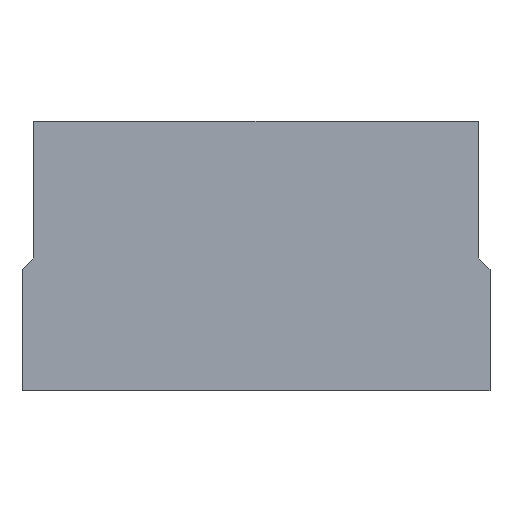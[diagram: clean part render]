
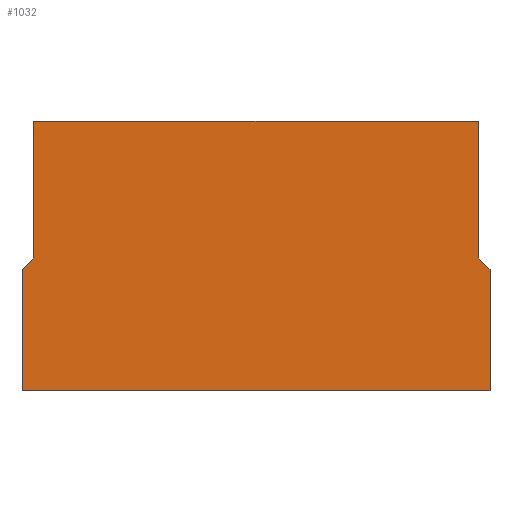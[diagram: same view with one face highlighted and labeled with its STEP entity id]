
A CAD part, top view. The second image highlights one B-rep face of the part: STEP entity #1032.
In plain terms, the highlighted planar face has unit normal (0, 0, 1).
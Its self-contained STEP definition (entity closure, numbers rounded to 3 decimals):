
#108=FACE_OUTER_BOUND('',#168,.T.);
#168=EDGE_LOOP('',(#929,#930,#931,#932,#933,#934,#935,#936));
#196=LINE('',#1487,#318);
#204=LINE('',#1509,#326);
#213=LINE('',#1529,#335);
#274=LINE('',#1658,#396);
#278=LINE('',#1665,#400);
#283=LINE('',#1675,#405);
#287=LINE('',#1682,#409);
#290=LINE('',#1687,#412);
#318=VECTOR('',#1212,10.);
#326=VECTOR('',#1232,10.);
#335=VECTOR('',#1247,10.);
#396=VECTOR('',#1364,10.);
#400=VECTOR('',#1370,10.);
#405=VECTOR('',#1381,10.);
#409=VECTOR('',#1387,10.);
#412=VECTOR('',#1394,10.);
#441=VERTEX_POINT('',#1484);
#442=VERTEX_POINT('',#1486);
#447=VERTEX_POINT('',#1502);
#450=VERTEX_POINT('',#1507);
#498=VERTEX_POINT('',#1657);
#500=VERTEX_POINT('',#1664);
#502=VERTEX_POINT('',#1674);
#504=VERTEX_POINT('',#1681);
#547=EDGE_CURVE('',#441,#442,#196,.T.);
#558=EDGE_CURVE('',#450,#447,#204,.T.);
#567=EDGE_CURVE('',#442,#450,#213,.T.);
#632=EDGE_CURVE('',#498,#447,#274,.T.);
#636=EDGE_CURVE('',#500,#498,#278,.T.);
#641=EDGE_CURVE('',#500,#502,#283,.T.);
#645=EDGE_CURVE('',#504,#502,#287,.T.);
#648=EDGE_CURVE('',#441,#504,#290,.T.);
#929=ORIENTED_EDGE('',*,*,#632,.T.);
#930=ORIENTED_EDGE('',*,*,#558,.F.);
#931=ORIENTED_EDGE('',*,*,#567,.F.);
#932=ORIENTED_EDGE('',*,*,#547,.F.);
#933=ORIENTED_EDGE('',*,*,#648,.T.);
#934=ORIENTED_EDGE('',*,*,#645,.T.);
#935=ORIENTED_EDGE('',*,*,#641,.F.);
#936=ORIENTED_EDGE('',*,*,#636,.T.);
#978=PLANE('',#1122);
#1032=ADVANCED_FACE('',(#108),#978,.T.);
#1122=AXIS2_PLACEMENT_3D('',#1689,#1397,#1398);
#1212=DIRECTION('',(0.,-1.,0.));
#1232=DIRECTION('',(0.,1.,0.));
#1247=DIRECTION('',(-1.,0.,0.));
#1364=DIRECTION('',(-0.707,-0.707,0.));
#1370=DIRECTION('',(0.,-1.,0.));
#1381=DIRECTION('',(1.,0.,0.));
#1387=DIRECTION('',(0.,1.,0.));
#1394=DIRECTION('',(-0.707,0.707,0.));
#1397=DIRECTION('center_axis',(0.,0.,1.));
#1398=DIRECTION('ref_axis',(1.,0.,0.));
#1484=CARTESIAN_POINT('',(57.653,-17.51,17.44));
#1486=CARTESIAN_POINT('',(57.653,-33.208,17.44));
#1487=CARTESIAN_POINT('',(57.653,-31.708,17.44));
#1502=CARTESIAN_POINT('',(-3.053,-17.51,17.44));
#1507=CARTESIAN_POINT('',(-3.053,-33.208,17.44));
#1509=CARTESIAN_POINT('',(-3.053,-31.708,17.44));
#1529=CARTESIAN_POINT('',(12.123,-33.208,17.44));
#1657=CARTESIAN_POINT('',(-1.553,-16.01,17.44));
#1658=CARTESIAN_POINT('',(-6.603,-21.06,17.44));
#1664=CARTESIAN_POINT('',(-1.553,1.733,17.44));
#1665=CARTESIAN_POINT('',(-1.553,-23.859,17.44));
#1674=CARTESIAN_POINT('',(56.153,1.733,17.44));
#1675=CARTESIAN_POINT('',(-3.053,1.733,17.44));
#1681=CARTESIAN_POINT('',(56.153,-16.01,17.44));
#1682=CARTESIAN_POINT('',(56.153,-23.859,17.44));
#1687=CARTESIAN_POINT('',(46.026,-5.883,17.44));
#1689=CARTESIAN_POINT('Origin',(-3.053,-31.708,17.44));
